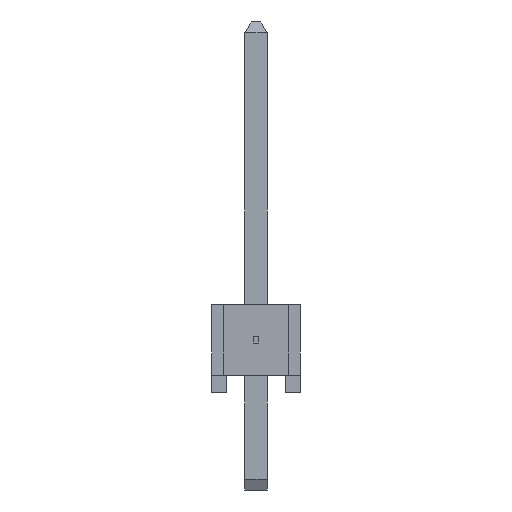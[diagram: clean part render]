
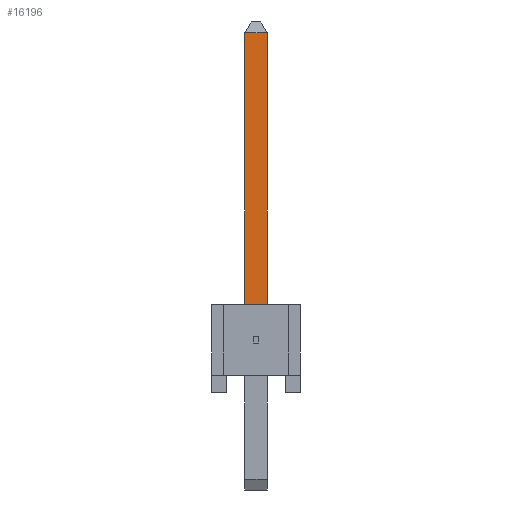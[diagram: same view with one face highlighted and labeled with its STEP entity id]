
A CAD part, left-side view. The second image highlights one B-rep face of the part: STEP entity #16196.
In plain terms, the highlighted planar face has unit normal (-1, 0, 0).
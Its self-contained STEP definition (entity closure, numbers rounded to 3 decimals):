
#16196 = ADVANCED_FACE('',(#16197),#16231,.F.);
#16197 = FACE_BOUND('',#16198,.T.);
#16198 = EDGE_LOOP('',(#16199,#16209,#16217,#16225));
#16199 = ORIENTED_EDGE('',*,*,#16200,.T.);
#16200 = EDGE_CURVE('',#16201,#16203,#16205,.T.);
#16201 = VERTEX_POINT('',#16202);
#16202 = CARTESIAN_POINT('',(-15.558,13.157,0.318));
#16203 = VERTEX_POINT('',#16204);
#16204 = CARTESIAN_POINT('',(-15.558,13.157,-0.318));
#16205 = LINE('',#16206,#16207);
#16206 = CARTESIAN_POINT('',(-15.558,13.157,2.54));
#16207 = VECTOR('',#16208,1.);
#16208 = DIRECTION('',(0.,0.,-1.));
#16209 = ORIENTED_EDGE('',*,*,#16210,.T.);
#16210 = EDGE_CURVE('',#16203,#16211,#16213,.T.);
#16211 = VERTEX_POINT('',#16212);
#16212 = CARTESIAN_POINT('',(-15.558,4.191,-0.318));
#16213 = LINE('',#16214,#16215);
#16214 = CARTESIAN_POINT('',(-15.558,13.462,-0.318));
#16215 = VECTOR('',#16216,1.);
#16216 = DIRECTION('',(0.,-1.,0.));
#16217 = ORIENTED_EDGE('',*,*,#16218,.F.);
#16218 = EDGE_CURVE('',#16219,#16211,#16221,.T.);
#16219 = VERTEX_POINT('',#16220);
#16220 = CARTESIAN_POINT('',(-15.558,4.191,0.318));
#16221 = LINE('',#16222,#16223);
#16222 = CARTESIAN_POINT('',(-15.558,4.191,0.318));
#16223 = VECTOR('',#16224,1.);
#16224 = DIRECTION('',(0.,0.,-1.));
#16225 = ORIENTED_EDGE('',*,*,#16226,.F.);
#16226 = EDGE_CURVE('',#16201,#16219,#16227,.T.);
#16227 = LINE('',#16228,#16229);
#16228 = CARTESIAN_POINT('',(-15.558,13.462,0.318));
#16229 = VECTOR('',#16230,1.);
#16230 = DIRECTION('',(0.,-1.,0.));
#16231 = PLANE('',#16232);
#16232 = AXIS2_PLACEMENT_3D('',#16233,#16234,#16235);
#16233 = CARTESIAN_POINT('',(-15.558,13.462,0.318));
#16234 = DIRECTION('',(1.,0.,0.));
#16235 = DIRECTION('',(0.,0.,-1.));
